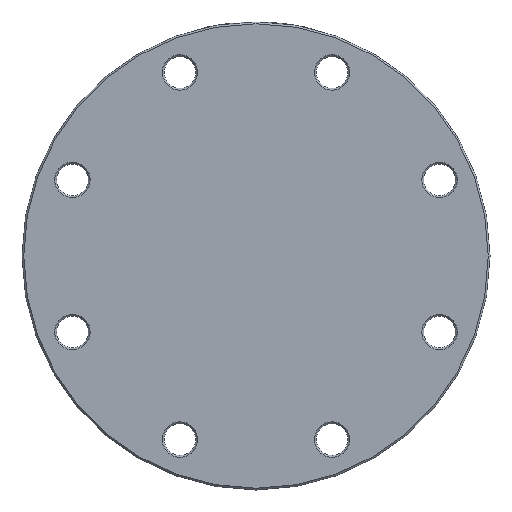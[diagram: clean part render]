
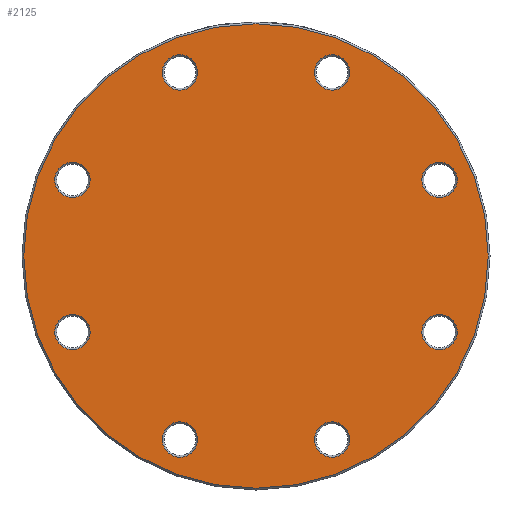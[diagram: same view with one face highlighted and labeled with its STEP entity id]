
A CAD part, left-side view. The second image highlights one B-rep face of the part: STEP entity #2125.
In plain terms, the highlighted planar face has unit normal (-1, 0, 0).
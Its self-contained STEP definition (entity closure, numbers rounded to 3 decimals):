
#3 = EDGE_LOOP ( 'NONE', ( #2229 ) ) ;
#30 = DIRECTION ( 'NONE',  ( 1., 0., 0. ) ) ;
#42 = FACE_BOUND ( 'NONE', #5542, .T. ) ;
#87 = AXIS2_PLACEMENT_3D ( 'NONE', #4041, #1889, #3951 ) ;
#122 = EDGE_CURVE ( 'NONE', #4960, #4960, #4145, .T. ) ;
#127 = CARTESIAN_POINT ( 'NONE',  ( 0., -103.936, -53.052 ) ) ;
#128 = EDGE_LOOP ( 'NONE', ( #3191 ) ) ;
#144 = EDGE_LOOP ( 'NONE', ( #684 ) ) ;
#183 = CARTESIAN_POINT ( 'NONE',  ( 0., 103.936, 33.052 ) ) ;
#209 = VERTEX_POINT ( 'NONE', #2810 ) ;
#267 = DIRECTION ( 'NONE',  ( 0., 0., -1. ) ) ;
#291 = EDGE_CURVE ( 'NONE', #2284, #2284, #4604, .T. ) ;
#309 = ORIENTED_EDGE ( 'NONE', *, *, #2240, .T. ) ;
#364 = AXIS2_PLACEMENT_3D ( 'NONE', #3238, #1469, #267 ) ;
#545 = CIRCLE ( 'NONE', #364, 10. ) ;
#684 = ORIENTED_EDGE ( 'NONE', *, *, #1739, .T. ) ;
#689 = VERTEX_POINT ( 'NONE', #4988 ) ;
#794 = CARTESIAN_POINT ( 'NONE',  ( 0., -103.936, -43.052 ) ) ;
#800 = AXIS2_PLACEMENT_3D ( 'NONE', #3120, #937, #1352 ) ;
#859 = FACE_BOUND ( 'NONE', #144, .T. ) ;
#890 = FACE_BOUND ( 'NONE', #2889, .T. ) ;
#937 = DIRECTION ( 'NONE',  ( 1., 0., 0. ) ) ;
#1007 = EDGE_LOOP ( 'NONE', ( #3733 ) ) ;
#1010 = CARTESIAN_POINT ( 'NONE',  ( 0., -103.936, 43.052 ) ) ;
#1048 = CARTESIAN_POINT ( 'NONE',  ( 0., -43.052, -113.936 ) ) ;
#1051 = DIRECTION ( 'NONE',  ( 1., 0., 0. ) ) ;
#1086 = ORIENTED_EDGE ( 'NONE', *, *, #2197, .T. ) ;
#1152 = AXIS2_PLACEMENT_3D ( 'NONE', #794, #2526, #3265 ) ;
#1176 = EDGE_LOOP ( 'NONE', ( #309 ) ) ;
#1202 = ORIENTED_EDGE ( 'NONE', *, *, #3993, .T. ) ;
#1233 = CARTESIAN_POINT ( 'NONE',  ( 0., 43.052, -103.936 ) ) ;
#1245 = AXIS2_PLACEMENT_3D ( 'NONE', #1010, #4349, #4462 ) ;
#1271 = VERTEX_POINT ( 'NONE', #2190 ) ;
#1328 = CARTESIAN_POINT ( 'NONE',  ( 0., 43.052, -113.936 ) ) ;
#1352 = DIRECTION ( 'NONE',  ( 0., 0., -1. ) ) ;
#1360 = CARTESIAN_POINT ( 'NONE',  ( 0., 0., 0. ) ) ;
#1373 = CARTESIAN_POINT ( 'NONE',  ( 0., 103.936, -43.052 ) ) ;
#1386 = EDGE_CURVE ( 'NONE', #3209, #3209, #1975, .T. ) ;
#1469 = DIRECTION ( 'NONE',  ( 1., 0., 0. ) ) ;
#1609 = CIRCLE ( 'NONE', #3697, 10. ) ;
#1628 = ORIENTED_EDGE ( 'NONE', *, *, #2645, .T. ) ;
#1654 = EDGE_LOOP ( 'NONE', ( #1202 ) ) ;
#1698 = CARTESIAN_POINT ( 'NONE',  ( 0., 0., -131.5 ) ) ;
#1739 = EDGE_CURVE ( 'NONE', #209, #209, #1797, .T. ) ;
#1797 = CIRCLE ( 'NONE', #2800, 10. ) ;
#1889 = DIRECTION ( 'NONE',  ( -1., 0., 0. ) ) ;
#1956 = VERTEX_POINT ( 'NONE', #3679 ) ;
#1975 = CIRCLE ( 'NONE', #800, 10. ) ;
#2125 = ADVANCED_FACE ( 'NONE', ( #2222, #4772, #890, #42, #3520, #3977, #4004, #3459, #859 ), #2622, .F. ) ;
#2190 = CARTESIAN_POINT ( 'NONE',  ( 0., -103.936, 33.052 ) ) ;
#2191 = DIRECTION ( 'NONE',  ( 0., 0., -1. ) ) ;
#2197 = EDGE_CURVE ( 'NONE', #689, #689, #1609, .T. ) ;
#2222 = FACE_BOUND ( 'NONE', #128, .T. ) ;
#2229 = ORIENTED_EDGE ( 'NONE', *, *, #122, .T. ) ;
#2240 = EDGE_CURVE ( 'NONE', #1956, #1956, #545, .T. ) ;
#2284 = VERTEX_POINT ( 'NONE', #183 ) ;
#2360 = CIRCLE ( 'NONE', #1245, 10. ) ;
#2525 = AXIS2_PLACEMENT_3D ( 'NONE', #1360, #3101, #2191 ) ;
#2526 = DIRECTION ( 'NONE',  ( 1., 0., 0. ) ) ;
#2622 = PLANE ( 'NONE',  #2525 ) ;
#2645 = EDGE_CURVE ( 'NONE', #1271, #1271, #2360, .T. ) ;
#2655 = EDGE_CURVE ( 'NONE', #3487, #3487, #4327, .T. ) ;
#2664 = ORIENTED_EDGE ( 'NONE', *, *, #2655, .T. ) ;
#2800 = AXIS2_PLACEMENT_3D ( 'NONE', #1373, #4352, #4724 ) ;
#2810 = CARTESIAN_POINT ( 'NONE',  ( 0., 103.936, -53.052 ) ) ;
#2889 = EDGE_LOOP ( 'NONE', ( #1086 ) ) ;
#3101 = DIRECTION ( 'NONE',  ( 1., 0., 0. ) ) ;
#3120 = CARTESIAN_POINT ( 'NONE',  ( 0., -43.052, -103.936 ) ) ;
#3191 = ORIENTED_EDGE ( 'NONE', *, *, #291, .T. ) ;
#3209 = VERTEX_POINT ( 'NONE', #1048 ) ;
#3238 = CARTESIAN_POINT ( 'NONE',  ( 0., 43.052, 103.936 ) ) ;
#3265 = DIRECTION ( 'NONE',  ( 0., 0., -1. ) ) ;
#3266 = DIRECTION ( 'NONE',  ( 0., 0., -1. ) ) ;
#3459 = FACE_OUTER_BOUND ( 'NONE', #4384, .T. ) ;
#3472 = CARTESIAN_POINT ( 'NONE',  ( 0., 103.936, 43.052 ) ) ;
#3487 = VERTEX_POINT ( 'NONE', #1698 ) ;
#3520 = FACE_BOUND ( 'NONE', #1654, .T. ) ;
#3652 = CARTESIAN_POINT ( 'NONE',  ( 0., -43.052, 103.936 ) ) ;
#3679 = CARTESIAN_POINT ( 'NONE',  ( 0., 43.052, 93.936 ) ) ;
#3697 = AXIS2_PLACEMENT_3D ( 'NONE', #3652, #1051, #3266 ) ;
#3733 = ORIENTED_EDGE ( 'NONE', *, *, #1386, .T. ) ;
#3951 = DIRECTION ( 'NONE',  ( 0., 0., -1. ) ) ;
#3977 = FACE_BOUND ( 'NONE', #1007, .T. ) ;
#3993 = EDGE_CURVE ( 'NONE', #4312, #4312, #4295, .T. ) ;
#4004 = FACE_BOUND ( 'NONE', #3, .T. ) ;
#4041 = CARTESIAN_POINT ( 'NONE',  ( 0., 0., 0. ) ) ;
#4145 = CIRCLE ( 'NONE', #1152, 10. ) ;
#4212 = AXIS2_PLACEMENT_3D ( 'NONE', #1233, #30, #4270 ) ;
#4270 = DIRECTION ( 'NONE',  ( 0., 0., -1. ) ) ;
#4295 = CIRCLE ( 'NONE', #4212, 10. ) ;
#4312 = VERTEX_POINT ( 'NONE', #1328 ) ;
#4327 = CIRCLE ( 'NONE', #87, 131.5 ) ;
#4349 = DIRECTION ( 'NONE',  ( 1., 0., 0. ) ) ;
#4352 = DIRECTION ( 'NONE',  ( 1., 0., 0. ) ) ;
#4384 = EDGE_LOOP ( 'NONE', ( #2664 ) ) ;
#4462 = DIRECTION ( 'NONE',  ( 0., 0., -1. ) ) ;
#4604 = CIRCLE ( 'NONE', #5241, 10. ) ;
#4724 = DIRECTION ( 'NONE',  ( 0., 0., -1. ) ) ;
#4772 = FACE_BOUND ( 'NONE', #1176, .T. ) ;
#4785 = DIRECTION ( 'NONE',  ( 1., 0., 0. ) ) ;
#4960 = VERTEX_POINT ( 'NONE', #127 ) ;
#4988 = CARTESIAN_POINT ( 'NONE',  ( 0., -43.052, 93.936 ) ) ;
#5241 = AXIS2_PLACEMENT_3D ( 'NONE', #3472, #4785, #5267 ) ;
#5267 = DIRECTION ( 'NONE',  ( 0., 0., -1. ) ) ;
#5542 = EDGE_LOOP ( 'NONE', ( #1628 ) ) ;
